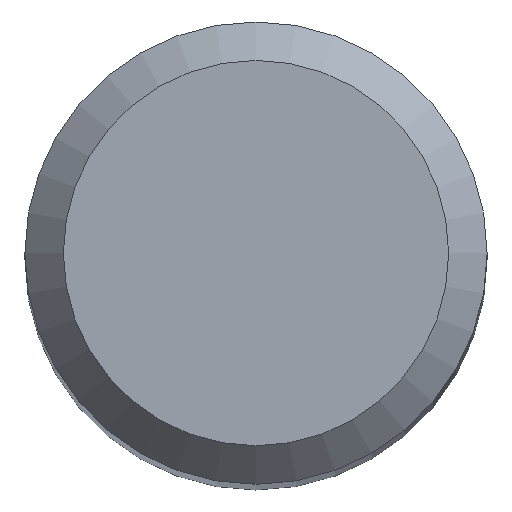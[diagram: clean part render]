
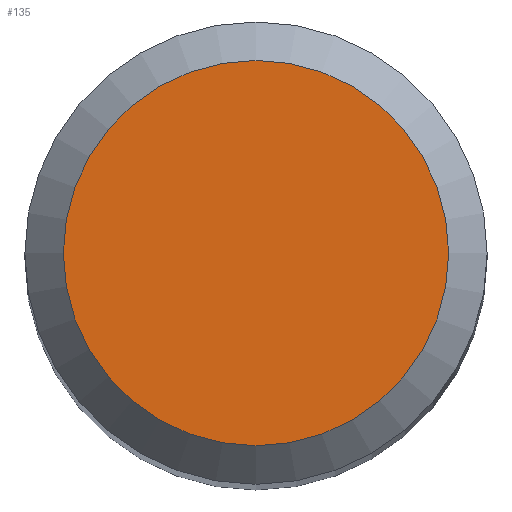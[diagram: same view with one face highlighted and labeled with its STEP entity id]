
A CAD part, top view. The second image highlights one B-rep face of the part: STEP entity #135.
In plain terms, the highlighted planar face has unit normal (0, 0, 1).
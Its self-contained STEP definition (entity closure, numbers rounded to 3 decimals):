
#1 = PLANE ( 'NONE',  #108 ) ;
#18 = ORIENTED_EDGE ( 'NONE', *, *, #161, .F. ) ;
#23 = CIRCLE ( 'NONE', #43, 2.5 ) ;
#35 = DIRECTION ( 'NONE',  ( 0., 1., 0. ) ) ;
#43 = AXIS2_PLACEMENT_3D ( 'NONE', #125, #191, #35 ) ;
#45 = CARTESIAN_POINT ( 'NONE',  ( 0., 2.5, 57. ) ) ;
#53 = DIRECTION ( 'NONE',  ( 0., 1., 0. ) ) ;
#108 = AXIS2_PLACEMENT_3D ( 'NONE', #130, #128, #53 ) ;
#125 = CARTESIAN_POINT ( 'NONE',  ( 0., 0., 57. ) ) ;
#128 = DIRECTION ( 'NONE',  ( 0., 0., -1. ) ) ;
#130 = CARTESIAN_POINT ( 'NONE',  ( 0., 0., 57. ) ) ;
#135 = ADVANCED_FACE ( 'NONE', ( #213 ), #1, .F. ) ;
#161 = EDGE_CURVE ( 'NONE', #164, #164, #23, .T. ) ;
#164 = VERTEX_POINT ( 'NONE', #45 ) ;
#191 = DIRECTION ( 'NONE',  ( 0., 0., -1. ) ) ;
#213 = FACE_OUTER_BOUND ( 'NONE', #222, .T. ) ;
#222 = EDGE_LOOP ( 'NONE', ( #18 ) ) ;
